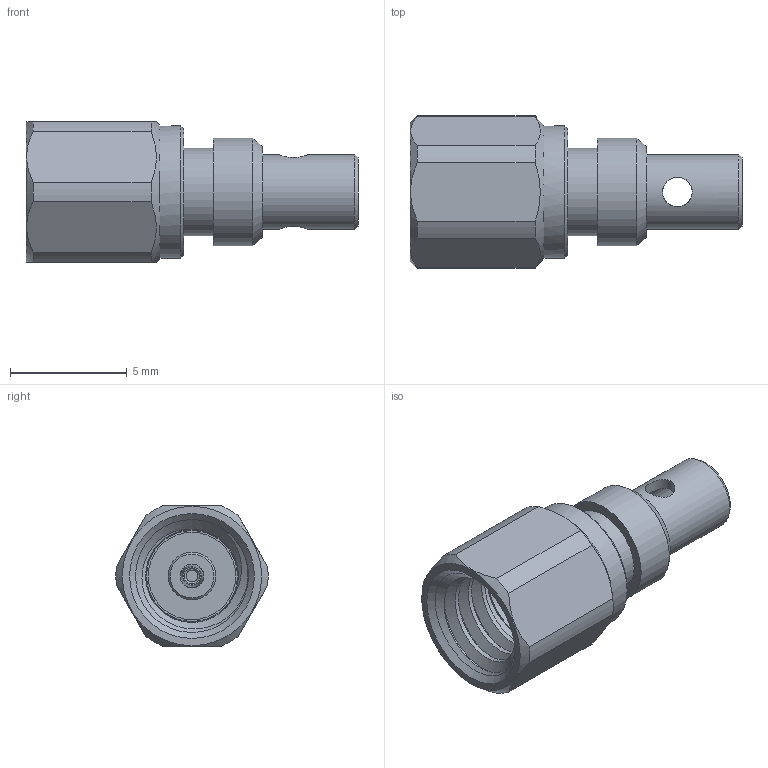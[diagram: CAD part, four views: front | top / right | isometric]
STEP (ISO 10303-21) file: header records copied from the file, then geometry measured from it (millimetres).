
FILE_DESCRIPTION (( 'STEP AP203' ), '1' );
FILE_NAME ('PE44977_3D.step', '2021-06-24T15:50:19', ( '' ), ( '' ), 'SwSTEP 2.0', 'SolidWorks 2020', '' );
FILE_SCHEMA (( 'CONFIG_CONTROL_DESIGN' ));
Length unit declared in the file: inch
Products named in the file (1): PE44977_3D
Bounding box: 14.19 x 6.5 x 6 mm (x, y, z)
Volume: 185.7 mm3; surface area: 500.1 mm2
Topology: 1 solids, 1 shells, 79 faces, 195 edges, 127 vertices
Faces by surface type: plane 36, cylinder 27, cone 12, bspline 4
Full cylindrical faces by diameter (mm): 0.977 x1, 1.016 x1, 1.27 x2, 2.032 x1, 2.3 x1, 3.197 x1, 3.705 x1, 3.728 x1, 3.734 x1, 3.886 x1, 4.581 x1, 4.826 x3, 5.646 x1
Entity records: 3632 total; most frequent: CARTESIAN_POINT 1950, DIRECTION 314, ORIENTED_EDGE 310, EDGE_CURVE 155, AXIS2_PLACEMENT_3D 133, VERTEX_POINT 114, EDGE_LOOP 113, FACE_OUTER_BOUND 90
